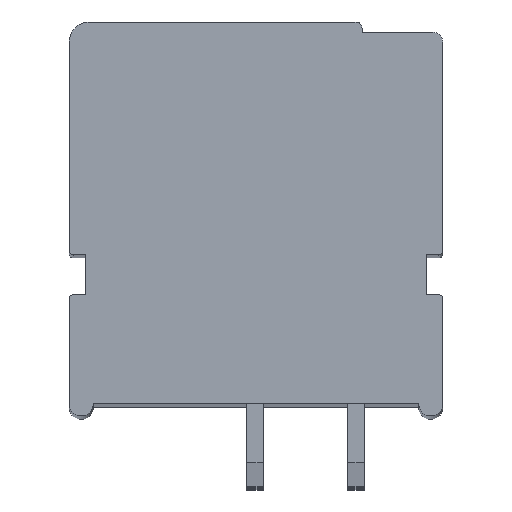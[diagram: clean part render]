
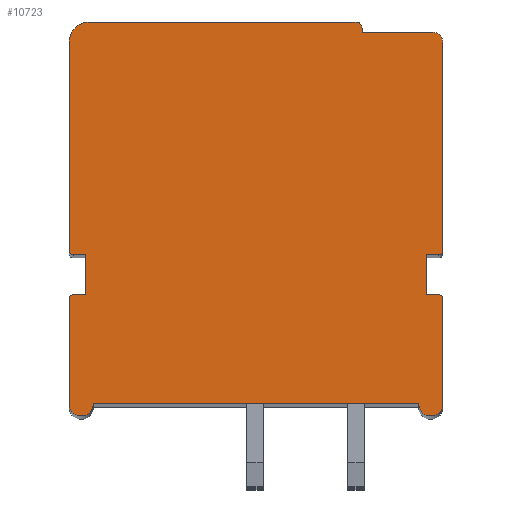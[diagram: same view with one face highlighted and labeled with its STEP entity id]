
A CAD part, top view. The second image highlights one B-rep face of the part: STEP entity #10723.
In plain terms, the highlighted planar face has unit normal (0, 0, 1).
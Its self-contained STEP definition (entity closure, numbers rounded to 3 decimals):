
#1460=CARTESIAN_POINT('',(8.75,8.75,4.7));
#1461=DIRECTION('',(0.,0.,1.));
#1462=DIRECTION('',(1.,0.,0.));
#1463=AXIS2_PLACEMENT_3D('',#1460,#1461,#1462);
#1465=DIRECTION('',(0.,1.,0.));
#1466=VECTOR('',#1465,10.3);
#1467=CARTESIAN_POINT('',(9.25,-1.55,4.7));
#1468=LINE('',#1467,#1466);
#1469=CARTESIAN_POINT('',(9.05,-1.55,4.7));
#1470=DIRECTION('',(0.,0.,1.));
#1471=DIRECTION('',(0.,-1.,0.));
#1472=AXIS2_PLACEMENT_3D('',#1469,#1470,#1471);
#1474=DIRECTION('',(1.,0.,0.));
#1475=VECTOR('',#1474,0.6);
#1476=CARTESIAN_POINT('',(8.45,-1.75,4.7));
#1477=LINE('',#1476,#1475);
#1478=DIRECTION('',(0.,1.,0.));
#1479=VECTOR('',#1478,2.);
#1480=CARTESIAN_POINT('',(8.45,-3.75,4.7));
#1481=LINE('',#1480,#1479);
#1482=DIRECTION('',(-1.,0.,0.));
#1483=VECTOR('',#1482,0.6);
#1484=CARTESIAN_POINT('',(9.05,-3.75,4.7));
#1485=LINE('',#1484,#1483);
#1486=CARTESIAN_POINT('',(9.05,-3.95,4.7));
#1487=DIRECTION('',(0.,0.,1.));
#1488=DIRECTION('',(1.,0.,0.));
#1489=AXIS2_PLACEMENT_3D('',#1486,#1487,#1488);
#1491=DIRECTION('',(0.,1.,0.));
#1492=VECTOR('',#1491,5.2);
#1493=CARTESIAN_POINT('',(9.25,-9.15,4.7));
#1494=LINE('',#1493,#1492);
#1495=CARTESIAN_POINT('',(8.65,-9.15,4.7));
#1496=DIRECTION('',(0.,0.,1.));
#1497=DIRECTION('',(-1.,0.,0.));
#1498=AXIS2_PLACEMENT_3D('',#1495,#1496,#1497);
#1500=DIRECTION('',(1.,0.,0.));
#1501=VECTOR('',#1500,16.1);
#1502=CARTESIAN_POINT('',(-8.05,-9.15,4.7));
#1503=LINE('',#1502,#1501);
#1504=CARTESIAN_POINT('',(-8.65,-9.15,4.7));
#1505=DIRECTION('',(0.,0.,1.));
#1506=DIRECTION('',(-1.,0.,0.));
#1507=AXIS2_PLACEMENT_3D('',#1504,#1505,#1506);
#1509=DIRECTION('',(0.,-1.,0.));
#1510=VECTOR('',#1509,5.2);
#1511=CARTESIAN_POINT('',(-9.25,-3.95,4.7));
#1512=LINE('',#1511,#1510);
#1513=CARTESIAN_POINT('',(-9.05,-3.95,4.7));
#1514=DIRECTION('',(0.,0.,1.));
#1515=DIRECTION('',(0.,1.,0.));
#1516=AXIS2_PLACEMENT_3D('',#1513,#1514,#1515);
#1518=DIRECTION('',(-1.,0.,0.));
#1519=VECTOR('',#1518,0.6);
#1520=CARTESIAN_POINT('',(-8.45,-3.75,4.7));
#1521=LINE('',#1520,#1519);
#1522=DIRECTION('',(0.,-1.,0.));
#1523=VECTOR('',#1522,2.);
#1524=CARTESIAN_POINT('',(-8.45,-1.75,4.7));
#1525=LINE('',#1524,#1523);
#1526=DIRECTION('',(1.,0.,0.));
#1527=VECTOR('',#1526,0.6);
#1528=CARTESIAN_POINT('',(-9.05,-1.75,4.7));
#1529=LINE('',#1528,#1527);
#1530=CARTESIAN_POINT('',(-9.05,-1.55,4.7));
#1531=DIRECTION('',(0.,0.,1.));
#1532=DIRECTION('',(-1.,0.,0.));
#1533=AXIS2_PLACEMENT_3D('',#1530,#1531,#1532);
#1535=DIRECTION('',(0.,-1.,0.));
#1536=VECTOR('',#1535,10.3);
#1537=CARTESIAN_POINT('',(-9.25,8.75,4.7));
#1538=LINE('',#1537,#1536);
#1539=CARTESIAN_POINT('',(-8.25,8.75,4.7));
#1540=DIRECTION('',(0.,0.,1.));
#1541=DIRECTION('',(0.,1.,0.));
#1542=AXIS2_PLACEMENT_3D('',#1539,#1540,#1541);
#1544=DIRECTION('',(-1.,0.,0.));
#1545=VECTOR('',#1544,13.2);
#1546=CARTESIAN_POINT('',(4.95,9.75,4.7));
#1547=LINE('',#1546,#1545);
#1548=CARTESIAN_POINT('',(4.95,9.45,4.7));
#1549=DIRECTION('',(0.,0.,1.));
#1550=DIRECTION('',(1.,0.,0.));
#1551=AXIS2_PLACEMENT_3D('',#1548,#1549,#1550);
#1553=DIRECTION('',(0.,1.,0.));
#1554=VECTOR('',#1553,0.2);
#1555=CARTESIAN_POINT('',(5.25,9.25,4.7));
#1556=LINE('',#1555,#1554);
#1557=DIRECTION('',(-1.,0.,0.));
#1558=VECTOR('',#1557,3.5);
#1559=CARTESIAN_POINT('',(8.75,9.25,4.7));
#1560=LINE('',#1559,#1558);
#7193=CARTESIAN_POINT('',(9.25,8.75,4.7));
#7194=CARTESIAN_POINT('',(8.75,9.25,4.7));
#7195=VERTEX_POINT('',#7193);
#7196=VERTEX_POINT('',#7194);
#7197=CARTESIAN_POINT('',(5.25,9.25,4.7));
#7198=VERTEX_POINT('',#7197);
#7199=CARTESIAN_POINT('',(5.25,9.45,4.7));
#7200=VERTEX_POINT('',#7199);
#7201=CARTESIAN_POINT('',(4.95,9.75,4.7));
#7202=VERTEX_POINT('',#7201);
#7203=CARTESIAN_POINT('',(-8.25,9.75,4.7));
#7204=VERTEX_POINT('',#7203);
#7205=CARTESIAN_POINT('',(-9.25,8.75,4.7));
#7206=VERTEX_POINT('',#7205);
#7207=CARTESIAN_POINT('',(-9.25,-1.55,4.7));
#7208=VERTEX_POINT('',#7207);
#7209=CARTESIAN_POINT('',(-9.05,-1.75,4.7));
#7210=VERTEX_POINT('',#7209);
#7211=CARTESIAN_POINT('',(-8.45,-1.75,4.7));
#7212=VERTEX_POINT('',#7211);
#7213=CARTESIAN_POINT('',(-8.45,-3.75,4.7));
#7214=VERTEX_POINT('',#7213);
#7215=CARTESIAN_POINT('',(-9.05,-3.75,4.7));
#7216=VERTEX_POINT('',#7215);
#7217=CARTESIAN_POINT('',(-9.25,-3.95,4.7));
#7218=VERTEX_POINT('',#7217);
#7219=CARTESIAN_POINT('',(-9.25,-9.15,4.7));
#7220=VERTEX_POINT('',#7219);
#7221=CARTESIAN_POINT('',(-8.05,-9.15,4.7));
#7222=VERTEX_POINT('',#7221);
#7223=CARTESIAN_POINT('',(8.05,-9.15,4.7));
#7224=VERTEX_POINT('',#7223);
#7225=CARTESIAN_POINT('',(9.25,-9.15,4.7));
#7226=VERTEX_POINT('',#7225);
#7227=CARTESIAN_POINT('',(9.25,-3.95,4.7));
#7228=VERTEX_POINT('',#7227);
#7229=CARTESIAN_POINT('',(9.05,-3.75,4.7));
#7230=VERTEX_POINT('',#7229);
#7231=CARTESIAN_POINT('',(8.45,-3.75,4.7));
#7232=VERTEX_POINT('',#7231);
#7233=CARTESIAN_POINT('',(8.45,-1.75,4.7));
#7234=VERTEX_POINT('',#7233);
#7235=CARTESIAN_POINT('',(9.05,-1.75,4.7));
#7236=VERTEX_POINT('',#7235);
#7237=CARTESIAN_POINT('',(9.25,-1.55,4.7));
#7238=VERTEX_POINT('',#7237);
#10693=CARTESIAN_POINT('',(0.,0.,4.7));
#10694=DIRECTION('',(0.,0.,1.));
#10695=DIRECTION('',(1.,0.,0.));
#10696=AXIS2_PLACEMENT_3D('',#10693,#10694,#10695);
#10697=PLANE('',#10696);
#10698=ORIENTED_EDGE('',*,*,#9505,.F.);
#10699=ORIENTED_EDGE('',*,*,#9520,.F.);
#10700=ORIENTED_EDGE('',*,*,#9534,.F.);
#10701=ORIENTED_EDGE('',*,*,#9548,.F.);
#10702=ORIENTED_EDGE('',*,*,#9562,.F.);
#10703=ORIENTED_EDGE('',*,*,#9576,.F.);
#10704=ORIENTED_EDGE('',*,*,#9590,.F.);
#10705=ORIENTED_EDGE('',*,*,#9604,.F.);
#10706=ORIENTED_EDGE('',*,*,#9618,.F.);
#10707=ORIENTED_EDGE('',*,*,#9632,.F.);
#10708=ORIENTED_EDGE('',*,*,#10026,.F.);
#10709=ORIENTED_EDGE('',*,*,#10040,.F.);
#10710=ORIENTED_EDGE('',*,*,#10054,.F.);
#10711=ORIENTED_EDGE('',*,*,#10068,.F.);
#10712=ORIENTED_EDGE('',*,*,#10082,.F.);
#10713=ORIENTED_EDGE('',*,*,#10096,.F.);
#10714=ORIENTED_EDGE('',*,*,#10110,.F.);
#10715=ORIENTED_EDGE('',*,*,#10124,.F.);
#10716=ORIENTED_EDGE('',*,*,#10138,.F.);
#10717=ORIENTED_EDGE('',*,*,#10152,.F.);
#10718=ORIENTED_EDGE('',*,*,#10470,.F.);
#10719=ORIENTED_EDGE('',*,*,#10484,.F.);
#10720=ORIENTED_EDGE('',*,*,#10497,.F.);
#10721=EDGE_LOOP('',(#10698,#10699,#10700,#10701,#10702,#10703,#10704,#10705,
#10706,#10707,#10708,#10709,#10710,#10711,#10712,#10713,#10714,#10715,#10716,
#10717,#10718,#10719,#10720));
#10722=FACE_OUTER_BOUND('',#10721,.F.);
#1464=CIRCLE('',#1463,0.5);
#1473=CIRCLE('',#1472,0.2);
#1490=CIRCLE('',#1489,0.2);
#1499=CIRCLE('',#1498,0.6);
#1508=CIRCLE('',#1507,0.6);
#1517=CIRCLE('',#1516,0.2);
#1534=CIRCLE('',#1533,0.2);
#1543=CIRCLE('',#1542,1.);
#1552=CIRCLE('',#1551,0.3);
#9505=EDGE_CURVE('',#7195,#7196,#1464,.T.);
#9520=EDGE_CURVE('',#7238,#7195,#1468,.T.);
#9534=EDGE_CURVE('',#7236,#7238,#1473,.T.);
#9548=EDGE_CURVE('',#7234,#7236,#1477,.T.);
#9562=EDGE_CURVE('',#7232,#7234,#1481,.T.);
#9576=EDGE_CURVE('',#7230,#7232,#1485,.T.);
#9590=EDGE_CURVE('',#7228,#7230,#1490,.T.);
#9604=EDGE_CURVE('',#7226,#7228,#1494,.T.);
#9618=EDGE_CURVE('',#7224,#7226,#1499,.T.);
#9632=EDGE_CURVE('',#7222,#7224,#1503,.T.);
#10026=EDGE_CURVE('',#7220,#7222,#1508,.T.);
#10040=EDGE_CURVE('',#7218,#7220,#1512,.T.);
#10054=EDGE_CURVE('',#7216,#7218,#1517,.T.);
#10068=EDGE_CURVE('',#7214,#7216,#1521,.T.);
#10082=EDGE_CURVE('',#7212,#7214,#1525,.T.);
#10096=EDGE_CURVE('',#7210,#7212,#1529,.T.);
#10110=EDGE_CURVE('',#7208,#7210,#1534,.T.);
#10124=EDGE_CURVE('',#7206,#7208,#1538,.T.);
#10138=EDGE_CURVE('',#7204,#7206,#1543,.T.);
#10152=EDGE_CURVE('',#7202,#7204,#1547,.T.);
#10470=EDGE_CURVE('',#7200,#7202,#1552,.T.);
#10484=EDGE_CURVE('',#7198,#7200,#1556,.T.);
#10497=EDGE_CURVE('',#7196,#7198,#1560,.T.);
#10723=ADVANCED_FACE('',(#10722),#10697,.T.);
